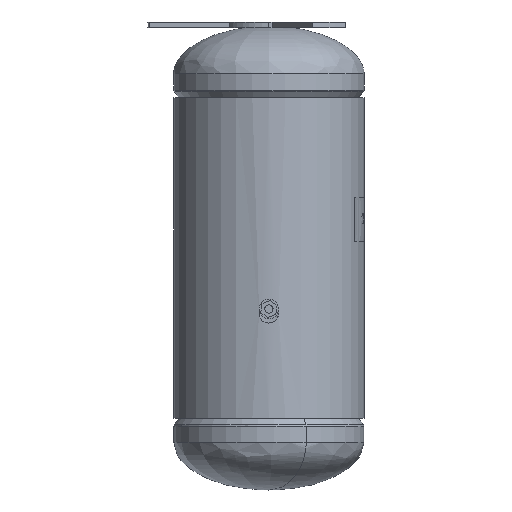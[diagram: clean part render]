
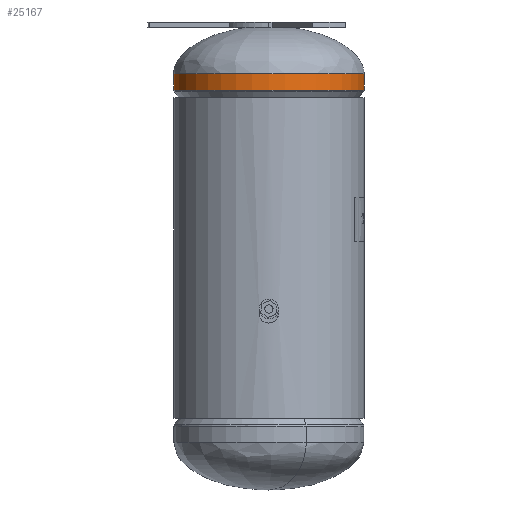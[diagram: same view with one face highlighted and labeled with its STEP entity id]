
A CAD part, front view. The second image highlights one B-rep face of the part: STEP entity #25167.
In plain terms, the highlighted cylindrical face has radius 109.537 mm (diameter 219.075 mm), a partial arc.
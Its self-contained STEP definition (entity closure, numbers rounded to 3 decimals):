
#6 = CARTESIAN_POINT ( 'NONE',  ( 0., -109.537, 193.243 ) ) ;
#57 = FACE_OUTER_BOUND ( 'NONE', #36217, .T. ) ;
#4069 = DIRECTION ( 'NONE',  ( 0., 0., 1. ) ) ;
#5320 = DIRECTION ( 'NONE',  ( -1., 0., 0. ) ) ;
#6901 = DIRECTION ( 'NONE',  ( -1., 0., 0. ) ) ;
#7023 = CARTESIAN_POINT ( 'NONE',  ( 0., 0., 193.243 ) ) ;
#7547 = VERTEX_POINT ( 'NONE', #11411 ) ;
#8623 = VECTOR ( 'NONE', #35105, 1000. ) ;
#8655 = CIRCLE ( 'NONE', #25219, 109.537 ) ;
#10282 = DIRECTION ( 'NONE',  ( -1., 0., 0. ) ) ;
#10345 = EDGE_CURVE ( 'NONE', #23471, #7547, #31712, .T. ) ;
#11411 = CARTESIAN_POINT ( 'NONE',  ( 109.537, 0., 211.931 ) ) ;
#11480 = LINE ( 'NONE', #26653, #14332 ) ;
#11850 = AXIS2_PLACEMENT_3D ( 'NONE', #22467, #35318, #6901 ) ;
#11896 = VERTEX_POINT ( 'NONE', #6 ) ;
#12532 = CIRCLE ( 'NONE', #21811, 109.537 ) ;
#12714 = CYLINDRICAL_SURFACE ( 'NONE', #11850, 109.537 ) ;
#12777 = ORIENTED_EDGE ( 'NONE', *, *, #26263, .T. ) ;
#13427 = EDGE_CURVE ( 'NONE', #23691, #23471, #22034, .T. ) ;
#14332 = VECTOR ( 'NONE', #27263, 1000. ) ;
#14558 = EDGE_CURVE ( 'NONE', #23691, #11896, #8655, .T. ) ;
#15846 = CARTESIAN_POINT ( 'NONE',  ( 109.537, 0., 193.243 ) ) ;
#16757 = DIRECTION ( 'NONE',  ( -1., 0., 0. ) ) ;
#18974 = CARTESIAN_POINT ( 'NONE',  ( -109.538, 0., 211.931 ) ) ;
#19154 = EDGE_CURVE ( 'NONE', #19429, #7547, #11480, .T. ) ;
#19429 = VERTEX_POINT ( 'NONE', #15846 ) ;
#20855 = DIRECTION ( 'NONE',  ( 0., 0., 1. ) ) ;
#21811 = AXIS2_PLACEMENT_3D ( 'NONE', #27715, #20855, #5320 ) ;
#22034 = LINE ( 'NONE', #25145, #8623 ) ;
#22467 = CARTESIAN_POINT ( 'NONE',  ( 0., 0., 202.587 ) ) ;
#23471 = VERTEX_POINT ( 'NONE', #18974 ) ;
#23504 = CARTESIAN_POINT ( 'NONE',  ( -109.538, 0., 193.243 ) ) ;
#23691 = VERTEX_POINT ( 'NONE', #23504 ) ;
#24304 = ORIENTED_EDGE ( 'NONE', *, *, #13427, .F. ) ;
#25145 = CARTESIAN_POINT ( 'NONE',  ( -109.538, 0., 202.587 ) ) ;
#25167 = ADVANCED_FACE ( 'NONE', ( #57 ), #12714, .T. ) ;
#25219 = AXIS2_PLACEMENT_3D ( 'NONE', #7023, #35442, #16757 ) ;
#26263 = EDGE_CURVE ( 'NONE', #11896, #19429, #12532, .T. ) ;
#26653 = CARTESIAN_POINT ( 'NONE',  ( 109.537, 0., 202.587 ) ) ;
#26673 = CARTESIAN_POINT ( 'NONE',  ( 0., 0., 211.931 ) ) ;
#27263 = DIRECTION ( 'NONE',  ( 0., 0., 1. ) ) ;
#27715 = CARTESIAN_POINT ( 'NONE',  ( 0., 0., 193.243 ) ) ;
#31218 = ORIENTED_EDGE ( 'NONE', *, *, #19154, .T. ) ;
#31712 = CIRCLE ( 'NONE', #40329, 109.537 ) ;
#35105 = DIRECTION ( 'NONE',  ( 0., 0., 1. ) ) ;
#35318 = DIRECTION ( 'NONE',  ( 0., 0., 1. ) ) ;
#35442 = DIRECTION ( 'NONE',  ( 0., 0., 1. ) ) ;
#35803 = ORIENTED_EDGE ( 'NONE', *, *, #14558, .T. ) ;
#36217 = EDGE_LOOP ( 'NONE', ( #35803, #12777, #31218, #36353, #24304 ) ) ;
#36353 = ORIENTED_EDGE ( 'NONE', *, *, #10345, .F. ) ;
#40329 = AXIS2_PLACEMENT_3D ( 'NONE', #26673, #4069, #10282 ) ;
